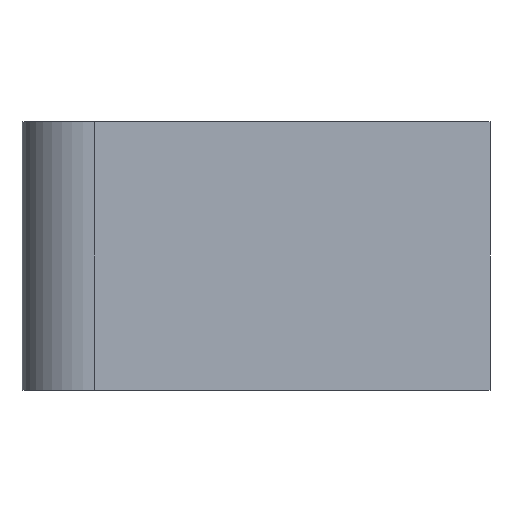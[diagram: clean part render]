
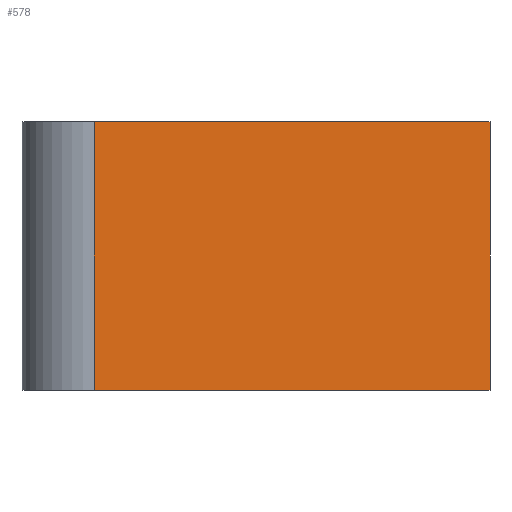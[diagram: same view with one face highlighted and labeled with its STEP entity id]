
A CAD part, front view. The second image highlights one B-rep face of the part: STEP entity #578.
In plain terms, the highlighted planar face has unit normal (0.076, -0.997, 0).
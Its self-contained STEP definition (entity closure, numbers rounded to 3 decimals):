
#160=CARTESIAN_POINT('',(8.112,2.271,20.));
#161=VERTEX_POINT('',#160);
#169=CARTESIAN_POINT('',(37.628,4.529,20.));
#170=VERTEX_POINT('',#169);
#171=CARTESIAN_POINT('',(37.628,4.529,20.));
#172=DIRECTION('',(-0.997,-0.076,0.));
#173=VECTOR('',#172,29.603);
#174=LINE('',#171,#173);
#175=EDGE_CURVE('',#170,#161,#174,.T.);
#336=CARTESIAN_POINT('',(37.628,4.529,0.));
#337=VERTEX_POINT('',#336);
#345=CARTESIAN_POINT('',(8.112,2.271,0.));
#346=VERTEX_POINT('',#345);
#347=CARTESIAN_POINT('',(37.628,4.529,0.));
#348=DIRECTION('',(-0.997,-0.076,0.));
#349=VECTOR('',#348,29.603);
#350=LINE('',#347,#349);
#351=EDGE_CURVE('',#337,#346,#350,.T.);
#557=CARTESIAN_POINT('',(20.179,3.195,20.));
#558=DIRECTION('',(0.076,-0.997,0.));
#559=DIRECTION('',(0.997,0.076,0.));
#560=AXIS2_PLACEMENT_3D('',#557,#558,#559);
#561=PLANE('',#560);
#562=ORIENTED_EDGE('',*,*,#175,.T.);
#563=CARTESIAN_POINT('',(8.112,2.271,20.));
#564=DIRECTION('',(0.,0.,-1.));
#565=VECTOR('',#564,20.);
#566=LINE('',#563,#565);
#567=EDGE_CURVE('',#161,#346,#566,.T.);
#568=ORIENTED_EDGE('',*,*,#567,.T.);
#569=ORIENTED_EDGE('',*,*,#351,.F.);
#570=CARTESIAN_POINT('',(37.628,4.529,20.));
#571=DIRECTION('',(0.,0.,-1.));
#572=VECTOR('',#571,20.);
#573=LINE('',#570,#572);
#574=EDGE_CURVE('',#170,#337,#573,.T.);
#575=ORIENTED_EDGE('',*,*,#574,.F.);
#576=EDGE_LOOP('',(#562,#568,#569,#575));
#577=FACE_BOUND('',#576,.T.);
#578=ADVANCED_FACE('',(#577),#561,.T.);
